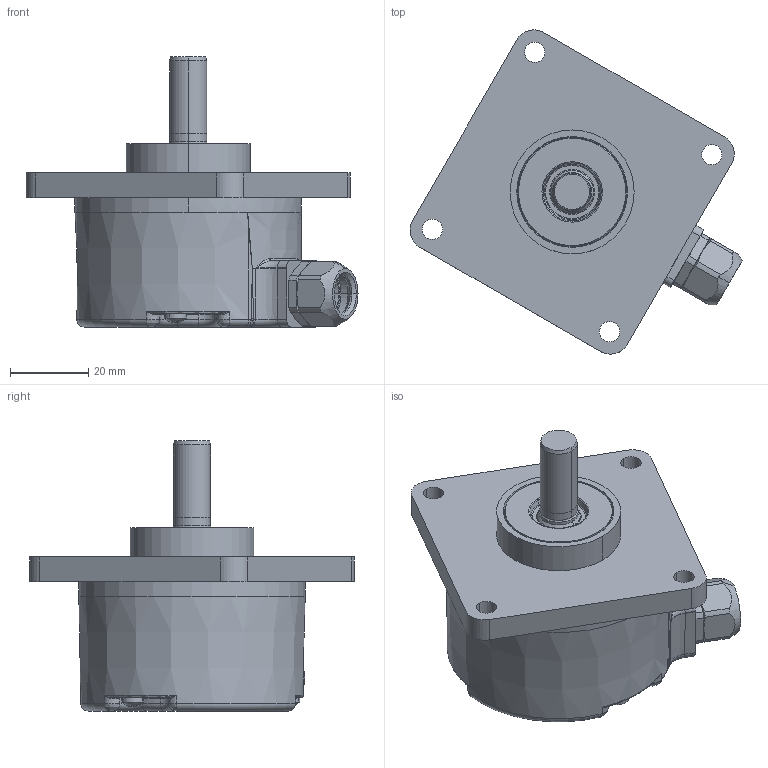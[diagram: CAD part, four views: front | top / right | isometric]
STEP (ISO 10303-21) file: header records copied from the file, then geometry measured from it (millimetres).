
FILE_DESCRIPTION((''),'2;1');
FILE_NAME('527218','2010-11-10T',('se2802'),(''),'PRO/ENGINEER BY PARAMETRIC TECHNOLOGY CORPORATION, 2010180','PRO/ENGINEER BY PARAMETRIC TECHNOLOGY CORPORATION, 2010180','');
FILE_SCHEMA(('CONFIG_CONTROL_DESIGN'));
Products named in the file (1): 527218
Bounding box: 85.06 x 83.08 x 69.2 mm (x, y, z)
Volume: 73366.6 mm3; surface area: 40536.9 mm2
Topology: 1 solids, 1 shells, 1282 faces, 3461 edges, 2217 vertices
Faces by surface type: plane 392, extrusion 324, cylinder 224, cone 161, torus 91, bspline 82, sphere 8
Entity records: 49175 total; most frequent: CARTESIAN_POINT 19314, ORIENTED_EDGE 6914, DIRECTION 4994, EDGE_CURVE 3457, VERTEX_POINT 2217, AXIS2_PLACEMENT_3D 1775, B_SPLINE_CURVE_WITH_KNOTS 1762, VECTOR 1444
